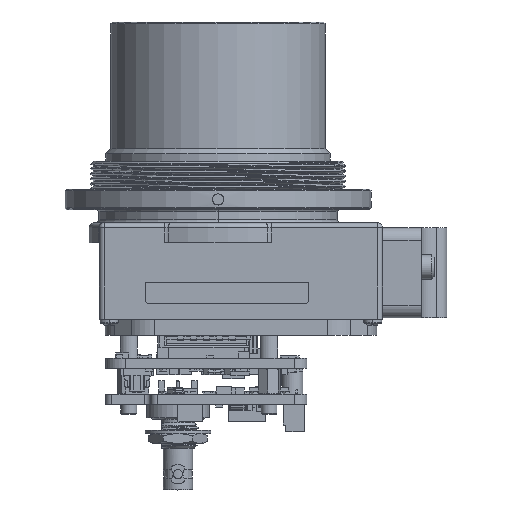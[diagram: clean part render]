
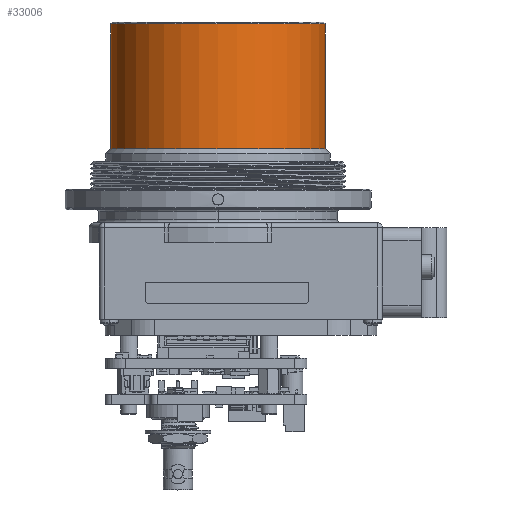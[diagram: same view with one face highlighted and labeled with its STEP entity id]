
A CAD part, left-side view. The second image highlights one B-rep face of the part: STEP entity #33006.
In plain terms, the highlighted cylindrical face has radius 16.66 mm (diameter 33.32 mm), a partial arc.
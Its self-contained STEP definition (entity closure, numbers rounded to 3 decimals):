
#311 = CIRCLE ( 'NONE', #58484, 16.66 ) ;
#926 = VERTEX_POINT ( 'NONE', #4843 ) ;
#944 = LINE ( 'NONE', #44441, #10450 ) ;
#3478 = ORIENTED_EDGE ( 'NONE', *, *, #77670, .F. ) ;
#3594 = EDGE_CURVE ( 'NONE', #6356, #12332, #68641, .T. ) ;
#4843 = CARTESIAN_POINT ( 'NONE',  ( 0., 16.66, 24.7 ) ) ;
#6356 = VERTEX_POINT ( 'NONE', #29536 ) ;
#6488 = FACE_OUTER_BOUND ( 'NONE', #19302, .T. ) ;
#6896 = DIRECTION ( 'NONE',  ( 0., 0., 1. ) ) ;
#6986 = DIRECTION ( 'NONE',  ( 0., 0., -1. ) ) ;
#7381 = DIRECTION ( 'NONE',  ( 0., -1., 0. ) ) ;
#10350 = ORIENTED_EDGE ( 'NONE', *, *, #15032, .T. ) ;
#10450 = VECTOR ( 'NONE', #31620, 1000. ) ;
#10883 = CARTESIAN_POINT ( 'NONE',  ( 0., 16.66, 44.08 ) ) ;
#12332 = VERTEX_POINT ( 'NONE', #31175 ) ;
#13645 = VERTEX_POINT ( 'NONE', #10883 ) ;
#14863 = EDGE_CURVE ( 'NONE', #926, #13645, #944, .T. ) ;
#15032 = EDGE_CURVE ( 'NONE', #12332, #13645, #28968, .T. ) ;
#19302 = EDGE_LOOP ( 'NONE', ( #10350, #68363, #3478, #75568 ) ) ;
#26054 = AXIS2_PLACEMENT_3D ( 'NONE', #63986, #6896, #62380 ) ;
#28688 = DIRECTION ( 'NONE',  ( 0., -1., 0. ) ) ;
#28968 = CIRCLE ( 'NONE', #52769, 16.66 ) ;
#29536 = CARTESIAN_POINT ( 'NONE',  ( 0., -16.66, 24.7 ) ) ;
#30614 = DIRECTION ( 'NONE',  ( 0., 0., 1. ) ) ;
#31175 = CARTESIAN_POINT ( 'NONE',  ( 0., -16.66, 44.08 ) ) ;
#31620 = DIRECTION ( 'NONE',  ( 0., 0., 1. ) ) ;
#31753 = CYLINDRICAL_SURFACE ( 'NONE', #26054, 16.66 ) ;
#33006 = ADVANCED_FACE ( 'NONE', ( #6488 ), #31753, .T. ) ;
#41103 = CARTESIAN_POINT ( 'NONE',  ( 0., 0., 44.08 ) ) ;
#44441 = CARTESIAN_POINT ( 'NONE',  ( 0., 16.66, 24.7 ) ) ;
#52769 = AXIS2_PLACEMENT_3D ( 'NONE', #41103, #53122, #28688 ) ;
#53122 = DIRECTION ( 'NONE',  ( 0., 0., -1. ) ) ;
#58484 = AXIS2_PLACEMENT_3D ( 'NONE', #77292, #6986, #7381 ) ;
#62380 = DIRECTION ( 'NONE',  ( 0., -1., 0. ) ) ;
#63808 = VECTOR ( 'NONE', #30614, 1000. ) ;
#63986 = CARTESIAN_POINT ( 'NONE',  ( 0., 0., 13.93 ) ) ;
#68363 = ORIENTED_EDGE ( 'NONE', *, *, #14863, .F. ) ;
#68641 = LINE ( 'NONE', #81046, #63808 ) ;
#75568 = ORIENTED_EDGE ( 'NONE', *, *, #3594, .T. ) ;
#77292 = CARTESIAN_POINT ( 'NONE',  ( 0., 0., 24.7 ) ) ;
#77670 = EDGE_CURVE ( 'NONE', #6356, #926, #311, .T. ) ;
#81046 = CARTESIAN_POINT ( 'NONE',  ( 0., -16.66, 24.7 ) ) ;
